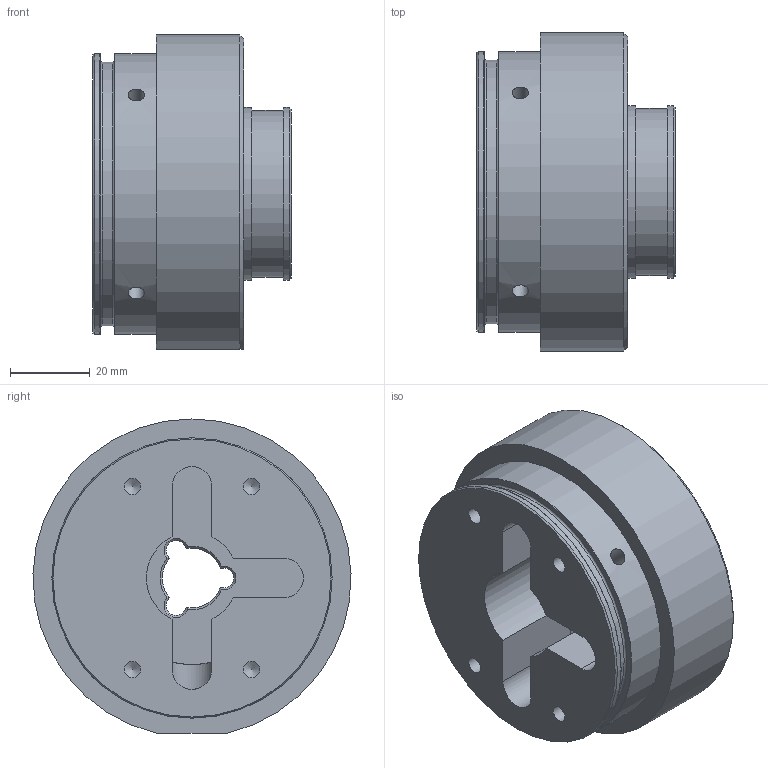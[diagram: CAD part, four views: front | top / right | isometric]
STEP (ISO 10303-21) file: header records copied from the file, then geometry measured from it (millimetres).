
FILE_DESCRIPTION(/* description */ ('TAPE '),/* implementation_level */ '2;1');
FILE_NAME(/* name */ 'HROVV011602-D.stp',/* time_stamp */ '2019-10-29T02:11:49-08:00',/* author */ ('lartz'),/* organization */ (''),/* preprocessor_version */ 'ST-DEVELOPER v16.13',/* originating_system */ 'Autodesk Inventor 2018',/* authorisation */ '');
FILE_SCHEMA (('AUTOMOTIVE_DESIGN { 1 0 10303 214 3 1 1 }'));
Length unit declared in the file: millimetre
Products named in the file (1): HROV.V.01.16.02
Bounding box: 50 x 79.97 x 79 mm (x, y, z)
Volume: 153517.1 mm3; surface area: 29411.9 mm2
Topology: 1 solids, 1 shells, 100 faces, 238 edges, 146 vertices
Faces by surface type: cylinder 34, plane 34, cone 28, torus 4
Full cylindrical faces by diameter (mm): 4.134 x11, 11.445 x1, 42 x1, 43.5 x2, 66.3 x1, 70.5 x2
Entity records: 2790 total; most frequent: CARTESIAN_POINT 654, DIRECTION 445, ORIENTED_EDGE 382, EDGE_CURVE 191, AXIS2_PLACEMENT_3D 181, EDGE_LOOP 145, VERTEX_POINT 134, FACE_OUTER_BOUND 100
